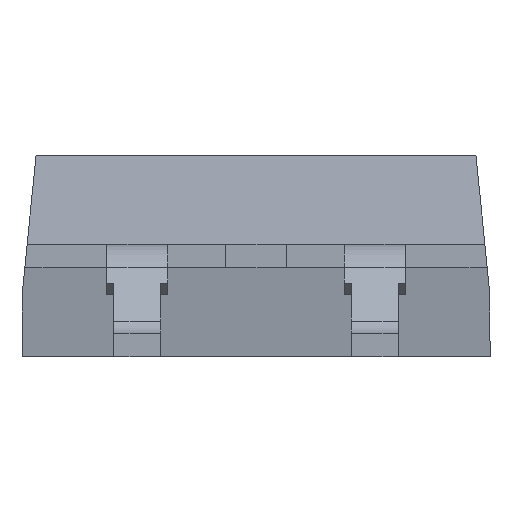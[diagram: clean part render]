
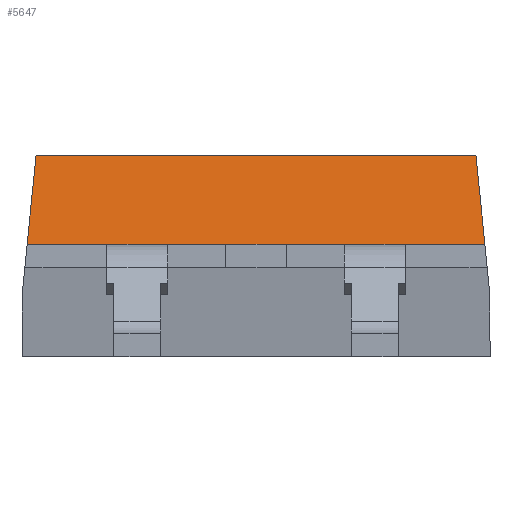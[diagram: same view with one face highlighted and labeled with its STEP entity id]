
A CAD part, front view. The second image highlights one B-rep face of the part: STEP entity #5647.
In plain terms, the highlighted planar face has unit normal (0, -0.988, 0.156).
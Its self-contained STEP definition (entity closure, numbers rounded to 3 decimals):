
#181 = EDGE_CURVE ( 'NONE', #5288, #949, #2933, .T. ) ;
#300 = PLANE ( 'NONE',  #5207 ) ;
#337 = CARTESIAN_POINT ( 'NONE',  ( -9.1, -10.5, 2.4 ) ) ;
#352 = VERTEX_POINT ( 'NONE', #3045 ) ;
#549 = LINE ( 'NONE', #7438, #5523 ) ;
#557 = LINE ( 'NONE', #7446, #1686 ) ;
#789 = CARTESIAN_POINT ( 'NONE',  ( 3.19, -10.5, 2.4 ) ) ;
#843 = LINE ( 'NONE', #6932, #4479 ) ;
#907 = FACE_OUTER_BOUND ( 'NONE', #2295, .T. ) ;
#935 = CARTESIAN_POINT ( 'NONE',  ( 0.65, -10.5, 2.4 ) ) ;
#949 = VERTEX_POINT ( 'NONE', #1935 ) ;
#989 = VERTEX_POINT ( 'NONE', #3331 ) ;
#1133 = LINE ( 'NONE', #337, #7127 ) ;
#1145 = VECTOR ( 'NONE', #1360, 1000. ) ;
#1360 = DIRECTION ( 'NONE',  ( 1., 0., 0. ) ) ;
#1386 = ORIENTED_EDGE ( 'NONE', *, *, #181, .T. ) ;
#1539 = DIRECTION ( 'NONE',  ( -1., 0., 0. ) ) ;
#1686 = VECTOR ( 'NONE', #6646, 1000. ) ;
#1871 = EDGE_CURVE ( 'NONE', #4361, #4929, #549, .T. ) ;
#1935 = CARTESIAN_POINT ( 'NONE',  ( -1.89, -10.5, 2.4 ) ) ;
#2024 = CARTESIAN_POINT ( 'NONE',  ( 4.7, -10.2, 4.3 ) ) ;
#2146 = CARTESIAN_POINT ( 'NONE',  ( -9.1, -10.5, 2.4 ) ) ;
#2295 = EDGE_LOOP ( 'NONE', ( #6706, #7664, #4604, #2962, #4769, #4244, #5701, #5535, #1386, #6622 ) ) ;
#2330 = CARTESIAN_POINT ( 'NONE',  ( -5., -10.5, 2.4 ) ) ;
#2343 = CARTESIAN_POINT ( 'NONE',  ( 1.89, -10.5, 2.4 ) ) ;
#2532 = CARTESIAN_POINT ( 'NONE',  ( -3.19, -10.5, 2.4 ) ) ;
#2724 = DIRECTION ( 'NONE',  ( 1., 0., 0. ) ) ;
#2931 = VECTOR ( 'NONE', #4695, 1000. ) ;
#2933 = LINE ( 'NONE', #2146, #1145 ) ;
#2962 = ORIENTED_EDGE ( 'NONE', *, *, #6561, .F. ) ;
#3045 = CARTESIAN_POINT ( 'NONE',  ( -0.65, -10.5, 2.4 ) ) ;
#3115 = LINE ( 'NONE', #2330, #6439 ) ;
#3144 = EDGE_CURVE ( 'NONE', #989, #5348, #6644, .T. ) ;
#3331 = CARTESIAN_POINT ( 'NONE',  ( -4.7, -10.2, 4.3 ) ) ;
#3528 = CARTESIAN_POINT ( 'NONE',  ( 0., -10.2, 4.3 ) ) ;
#3814 = VERTEX_POINT ( 'NONE', #935 ) ;
#4048 = EDGE_CURVE ( 'NONE', #5348, #5565, #5821, .T. ) ;
#4244 = ORIENTED_EDGE ( 'NONE', *, *, #3144, .F. ) ;
#4256 = DIRECTION ( 'NONE',  ( 0.098, -0.155, -0.983 ) ) ;
#4361 = VERTEX_POINT ( 'NONE', #2343 ) ;
#4479 = VECTOR ( 'NONE', #6155, 1000. ) ;
#4604 = ORIENTED_EDGE ( 'NONE', *, *, #1871, .T. ) ;
#4630 = EDGE_CURVE ( 'NONE', #3814, #4361, #1133, .T. ) ;
#4695 = DIRECTION ( 'NONE',  ( 1., 0., 0. ) ) ;
#4769 = ORIENTED_EDGE ( 'NONE', *, *, #4048, .F. ) ;
#4851 = VECTOR ( 'NONE', #2724, 1000. ) ;
#4878 = EDGE_CURVE ( 'NONE', #5984, #989, #557, .T. ) ;
#4929 = VERTEX_POINT ( 'NONE', #789 ) ;
#4937 = VECTOR ( 'NONE', #4256, 1000. ) ;
#5030 = CARTESIAN_POINT ( 'NONE',  ( 4.7, -10.2, 4.3 ) ) ;
#5207 = AXIS2_PLACEMENT_3D ( 'NONE', #7186, #6393, #5623 ) ;
#5211 = VECTOR ( 'NONE', #5341, 1000. ) ;
#5284 = CARTESIAN_POINT ( 'NONE',  ( -4.89, -10.5, 2.4 ) ) ;
#5288 = VERTEX_POINT ( 'NONE', #2532 ) ;
#5341 = DIRECTION ( 'NONE',  ( -1., 0., 0. ) ) ;
#5348 = VERTEX_POINT ( 'NONE', #2024 ) ;
#5473 = CARTESIAN_POINT ( 'NONE',  ( -9.1, -10.5, 2.4 ) ) ;
#5523 = VECTOR ( 'NONE', #6639, 1000. ) ;
#5535 = ORIENTED_EDGE ( 'NONE', *, *, #6346, .F. ) ;
#5565 = VERTEX_POINT ( 'NONE', #6530 ) ;
#5623 = DIRECTION ( 'NONE',  ( 0., -0.156, -0.988 ) ) ;
#5647 = ADVANCED_FACE ( 'NONE', ( #907 ), #300, .T. ) ;
#5701 = ORIENTED_EDGE ( 'NONE', *, *, #4878, .F. ) ;
#5821 = LINE ( 'NONE', #5030, #4937 ) ;
#5960 = EDGE_CURVE ( 'NONE', #352, #3814, #6252, .T. ) ;
#5984 = VERTEX_POINT ( 'NONE', #5284 ) ;
#6123 = CARTESIAN_POINT ( 'NONE',  ( -5., -10.5, 2.4 ) ) ;
#6155 = DIRECTION ( 'NONE',  ( 1., 0., 0. ) ) ;
#6252 = LINE ( 'NONE', #5473, #2931 ) ;
#6346 = EDGE_CURVE ( 'NONE', #5288, #5984, #6896, .T. ) ;
#6393 = DIRECTION ( 'NONE',  ( 0., -0.988, 0.156 ) ) ;
#6439 = VECTOR ( 'NONE', #1539, 1000. ) ;
#6530 = CARTESIAN_POINT ( 'NONE',  ( 4.89, -10.5, 2.4 ) ) ;
#6561 = EDGE_CURVE ( 'NONE', #5565, #4929, #3115, .T. ) ;
#6622 = ORIENTED_EDGE ( 'NONE', *, *, #7486, .T. ) ;
#6639 = DIRECTION ( 'NONE',  ( 1., 0., 0. ) ) ;
#6644 = LINE ( 'NONE', #3528, #4851 ) ;
#6646 = DIRECTION ( 'NONE',  ( 0.098, 0.155, 0.983 ) ) ;
#6706 = ORIENTED_EDGE ( 'NONE', *, *, #5960, .T. ) ;
#6896 = LINE ( 'NONE', #6123, #5211 ) ;
#6932 = CARTESIAN_POINT ( 'NONE',  ( -9.1, -10.5, 2.4 ) ) ;
#7127 = VECTOR ( 'NONE', #7222, 1000. ) ;
#7186 = CARTESIAN_POINT ( 'NONE',  ( -9.1, -10.5, 2.4 ) ) ;
#7222 = DIRECTION ( 'NONE',  ( 1., 0., 0. ) ) ;
#7438 = CARTESIAN_POINT ( 'NONE',  ( -9.1, -10.5, 2.4 ) ) ;
#7446 = CARTESIAN_POINT ( 'NONE',  ( -4.89, -10.5, 2.4 ) ) ;
#7486 = EDGE_CURVE ( 'NONE', #949, #352, #843, .T. ) ;
#7664 = ORIENTED_EDGE ( 'NONE', *, *, #4630, .T. ) ;
